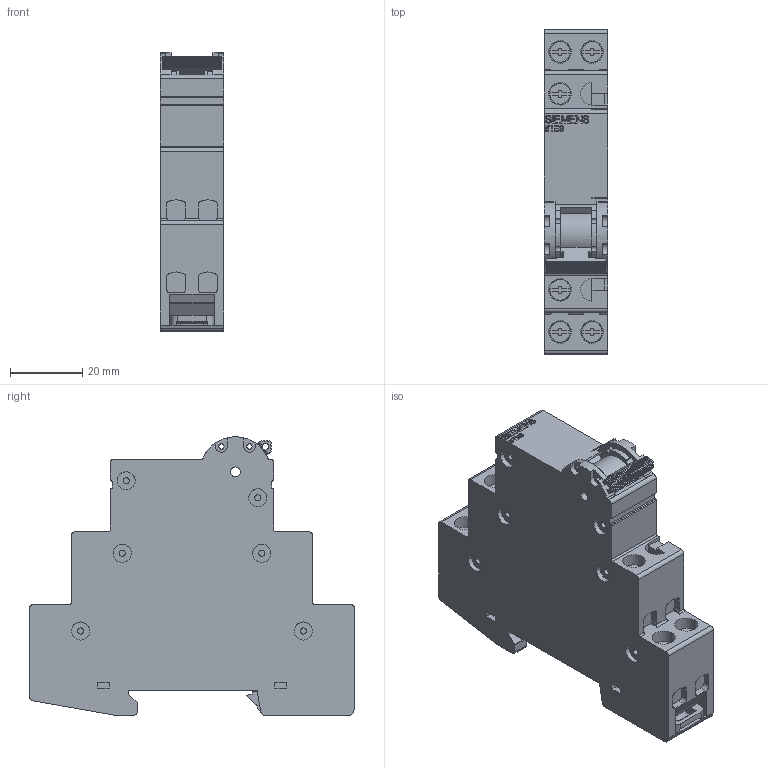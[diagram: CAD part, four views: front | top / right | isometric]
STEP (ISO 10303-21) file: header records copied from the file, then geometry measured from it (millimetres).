
FILE_DESCRIPTION(('STEP AP214'),'1');
FILE_NAME('cctmp_3C565EFA-96C8-4EE1-BFE5-3AA2E8D9E9E5_2023_07_24_21_08_30_0067..stp','2023-07-24T19:08:31',('SIEMENS A&D'),('CADClick - www.CADClick.com'),'Spatial InterOp 3D postprocessed',' ','unknown authorization');
FILE_SCHEMA(('AUTOMOTIVE_DESIGN'));
Length unit declared in the file: millimetre
Products named in the file (1): 2023_07_24_21_08_30_0005
Bounding box: 17.6 x 89.8 x 77 mm (x, y, z)
Volume: 80355.2 mm3; surface area: 20108.9 mm2
Topology: 1 solids, 1 shells, 843 faces, 2354 edges, 1561 vertices
Faces by surface type: plane 492, cylinder 251, bspline 100
Entity records: 39981 total; most frequent: CARTESIAN_POINT 16594, ORIENTED_EDGE 4708, DIRECTION 3681, EDGE_CURVE 2354, LINE 1599, VECTOR 1599, VERTEX_POINT 1561, AXIS2_PLACEMENT_3D 1041
